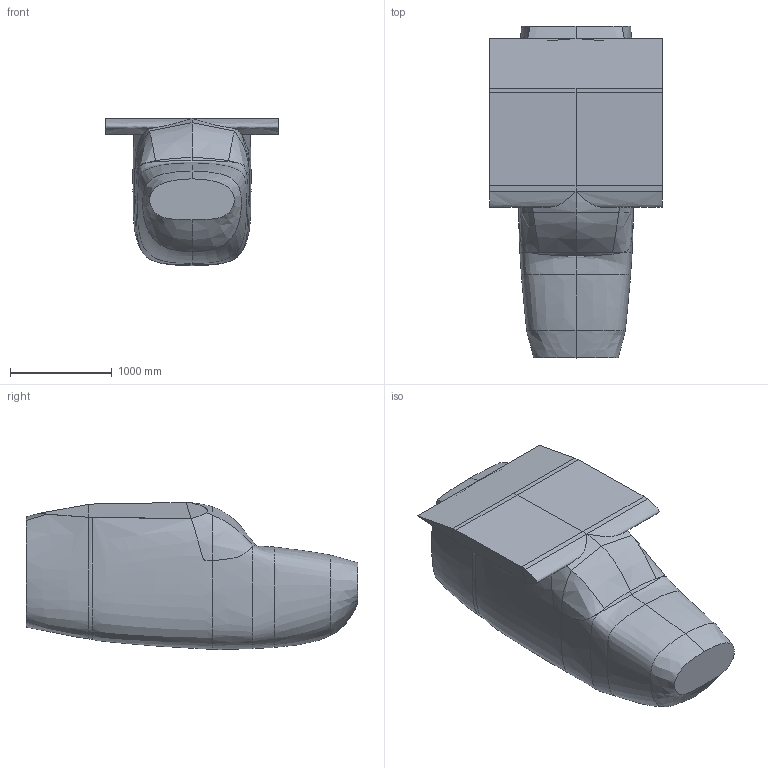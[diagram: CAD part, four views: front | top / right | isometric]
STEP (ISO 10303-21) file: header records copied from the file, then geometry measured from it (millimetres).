
FILE_DESCRIPTION(/* description */ (''),/* implementation_level */ '2;1');
FILE_NAME(/* name */ '0-1-000 V5 Form Shell Assembly_v50.step',/* time_stamp */ '2021-12-11T14:17:17-07:00',/* author */ (''),/* organization */ (''),/* preprocessor_version */ 'ST-DEVELOPER v18.1',/* originating_system */ 'Autodesk Translation Framework v10.10.0.1391',/* authorisation */ '');
FILE_SCHEMA (('AUTOMOTIVE_DESIGN { 1 0 10303 214 3 1 1 }'));
Length unit declared in the file: inch
Products named in the file (1): 0-1-000 V5 Form Shell Assembly
Bounding box: 1695.35 x 3255.01 x 1443.35 mm (x, y, z)
Volume: 4057867031.3 mm3; surface area: 30989531 mm2
Topology: 8 solids, 8 shells, 68 faces, 163 edges, 111 vertices
Faces by surface type: bspline 45, plane 23
Entity records: 12062 total; most frequent: CARTESIAN_POINT 10932, ORIENTED_EDGE 326, EDGE_CURVE 163, VERTEX_POINT 111, B_SPLINE_CURVE_WITH_KNOTS 80, DIRECTION 71, FACE_OUTER_BOUND 68, EDGE_LOOP 68
